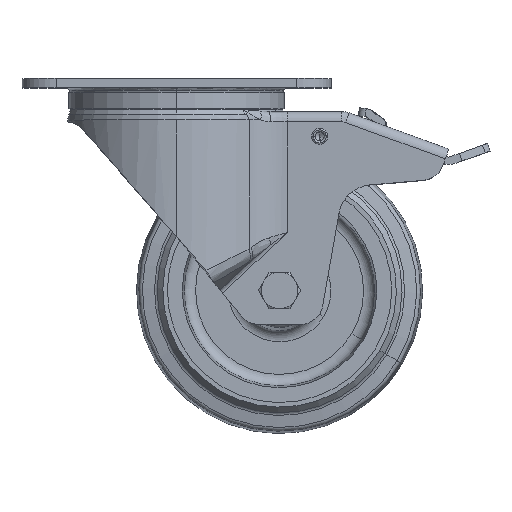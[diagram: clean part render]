
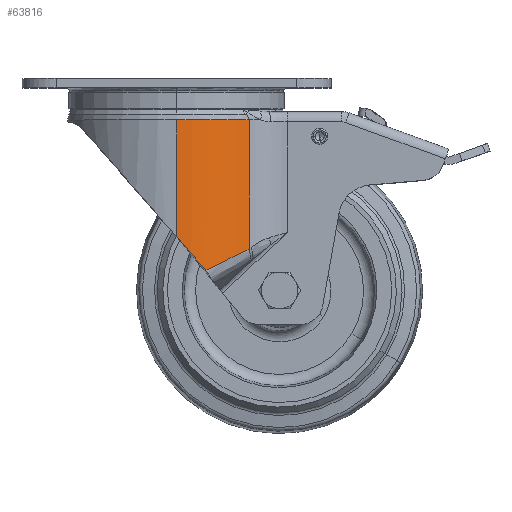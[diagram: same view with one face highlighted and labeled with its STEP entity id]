
A CAD part, top view. The second image highlights one B-rep face of the part: STEP entity #63816.
In plain terms, the highlighted cylindrical face has radius 47.5 mm (diameter 95 mm), a partial arc.
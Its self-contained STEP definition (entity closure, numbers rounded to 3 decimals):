
#1079 = EDGE_CURVE ( 'NONE', #21183, #12743, #47237, .T. ) ;
#1883 = B_SPLINE_CURVE_WITH_KNOTS ( 'NONE', 3,
 ( #24288, #54722, #64921, #34509, #3762, #39619 ),
 .UNSPECIFIED., .F., .F.,
 ( 4, 2, 4 ),
 ( 0.066, 0.076, 0.086 ),
 .UNSPECIFIED. ) ;
#2541 = CARTESIAN_POINT ( 'NONE',  ( 0., 0.161, 0. ) ) ;
#2997 = CARTESIAN_POINT ( 'NONE',  ( 22.637, -78.952, 41.759 ) ) ;
#3762 = CARTESIAN_POINT ( 'NONE',  ( 10.719, -81.407, 46.327 ) ) ;
#4330 = ORIENTED_EDGE ( 'NONE', *, *, #39872, .T. ) ;
#6110 = VECTOR ( 'NONE', #57873, 1000. ) ;
#6819 = CARTESIAN_POINT ( 'NONE',  ( 31.695, -18.09, 35.379 ) ) ;
#6892 = ORIENTED_EDGE ( 'NONE', *, *, #53748, .T. ) ;
#7752 = LINE ( 'NONE', #32552, #6110 ) ;
#8085 = VECTOR ( 'NONE', #50361, 1000. ) ;
#8229 = CARTESIAN_POINT ( 'NONE',  ( 22.751, -78.895, 41.697 ) ) ;
#8513 = EDGE_CURVE ( 'NONE', #50732, #47390, #7752, .T. ) ;
#10444 = CARTESIAN_POINT ( 'NONE',  ( 0., -69.107, 47.5 ) ) ;
#11945 = CARTESIAN_POINT ( 'NONE',  ( 31.695, -74.465, 35.379 ) ) ;
#12384 = ORIENTED_EDGE ( 'NONE', *, *, #1079, .T. ) ;
#12743 = VERTEX_POINT ( 'NONE', #6819 ) ;
#13371 = CARTESIAN_POINT ( 'NONE',  ( 22.783, -78.879, 41.68 ) ) ;
#14985 = B_SPLINE_CURVE_WITH_KNOTS ( 'NONE', 3,
 ( #58863, #63966, #48864, #18402, #53995, #23546, #59082, #28663, #64193, #33757, #2997, #38884, #8229, #43951, #13371, #49098, #18630, #54216 ),
 .UNSPECIFIED., .F., .F.,
 ( 4, 2, 2, 2, 1, 1, 1, 1, 2, 2, 4 ),
 ( 0., 0.25, 0.375, 0.437, 0.469, 0.484, 0.492, 0.496, 0.498, 0.5, 1. ),
 .UNSPECIFIED. ) ;
#16441 = CARTESIAN_POINT ( 'NONE',  ( 0., -18.09, 0. ) ) ;
#18402 = CARTESIAN_POINT ( 'NONE',  ( 18.963, -80.784, 43.56 ) ) ;
#18630 = CARTESIAN_POINT ( 'NONE',  ( 29.12, -75.734, 37.686 ) ) ;
#21183 = VERTEX_POINT ( 'NONE', #11945 ) ;
#21630 = DIRECTION ( 'NONE',  ( 0., 0., -1. ) ) ;
#23546 = CARTESIAN_POINT ( 'NONE',  ( 20.932, -79.801, 42.641 ) ) ;
#24288 = CARTESIAN_POINT ( 'NONE',  ( 0., -69.107, 47.5 ) ) ;
#28663 = CARTESIAN_POINT ( 'NONE',  ( 21.877, -79.33, 42.163 ) ) ;
#32552 = CARTESIAN_POINT ( 'NONE',  ( 0., 0.161, 47.5 ) ) ;
#33757 = CARTESIAN_POINT ( 'NONE',  ( 22.478, -79.031, 41.845 ) ) ;
#34509 = CARTESIAN_POINT ( 'NONE',  ( 8.585, -78.958, 46.768 ) ) ;
#36686 = CARTESIAN_POINT ( 'NONE',  ( 0., -18.09, 47.5 ) ) ;
#38884 = CARTESIAN_POINT ( 'NONE',  ( 22.717, -78.912, 41.716 ) ) ;
#39192 = ORIENTED_EDGE ( 'NONE', *, *, #8513, .T. ) ;
#39619 = CARTESIAN_POINT ( 'NONE',  ( 12.845, -83.847, 45.73 ) ) ;
#39872 = EDGE_CURVE ( 'NONE', #12743, #50732, #47676, .T. ) ;
#40944 = FACE_OUTER_BOUND ( 'NONE', #41593, .T. ) ;
#41593 = EDGE_LOOP ( 'NONE', ( #4330, #39192, #63642, #6892, #12384 ) ) ;
#42531 = EDGE_CURVE ( 'NONE', #47390, #63523, #1883, .T. ) ;
#43951 = CARTESIAN_POINT ( 'NONE',  ( 22.774, -78.884, 41.685 ) ) ;
#44529 = AXIS2_PLACEMENT_3D ( 'NONE', #16441, #52110, #21630 ) ;
#47237 = LINE ( 'NONE', #49170, #8085 ) ;
#47390 = VERTEX_POINT ( 'NONE', #10444 ) ;
#47676 = CIRCLE ( 'NONE', #44529, 47.5 ) ;
#48864 = CARTESIAN_POINT ( 'NONE',  ( 16.475, -82.027, 44.588 ) ) ;
#49098 = CARTESIAN_POINT ( 'NONE',  ( 26.151, -77.203, 39.837 ) ) ;
#49170 = CARTESIAN_POINT ( 'NONE',  ( 31.695, 0.161, 35.379 ) ) ;
#49624 = AXIS2_PLACEMENT_3D ( 'NONE', #2541, #63750, #58870 ) ;
#50361 = DIRECTION ( 'NONE',  ( 0., 1., 0. ) ) ;
#50732 = VERTEX_POINT ( 'NONE', #36686 ) ;
#52110 = DIRECTION ( 'NONE',  ( 0., -1., 0. ) ) ;
#53748 = EDGE_CURVE ( 'NONE', #63523, #21183, #14985, .T. ) ;
#53995 = CARTESIAN_POINT ( 'NONE',  ( 19.766, -80.383, 43.201 ) ) ;
#54216 = CARTESIAN_POINT ( 'NONE',  ( 31.695, -74.465, 35.379 ) ) ;
#54722 = CARTESIAN_POINT ( 'NONE',  ( 2.155, -71.58, 47.5 ) ) ;
#57873 = DIRECTION ( 'NONE',  ( 0., -1., 0. ) ) ;
#58863 = CARTESIAN_POINT ( 'NONE',  ( 12.845, -83.847, 45.73 ) ) ;
#58870 = DIRECTION ( 'NONE',  ( 0., 0., -1. ) ) ;
#59082 = CARTESIAN_POINT ( 'NONE',  ( 21.314, -79.611, 42.452 ) ) ;
#59992 = CYLINDRICAL_SURFACE ( 'NONE', #49624, 47.5 ) ;
#61132 = CARTESIAN_POINT ( 'NONE',  ( 12.845, -83.847, 45.73 ) ) ;
#63523 = VERTEX_POINT ( 'NONE', #61132 ) ;
#63642 = ORIENTED_EDGE ( 'NONE', *, *, #42531, .T. ) ;
#63750 = DIRECTION ( 'NONE',  ( 0., -1., 0. ) ) ;
#63816 = ADVANCED_FACE ( 'NONE', ( #40944 ), #59992, .T. ) ;
#63966 = CARTESIAN_POINT ( 'NONE',  ( 14.711, -82.91, 45.206 ) ) ;
#64193 = CARTESIAN_POINT ( 'NONE',  ( 22.156, -79.191, 42.017 ) ) ;
#64921 = CARTESIAN_POINT ( 'NONE',  ( 4.303, -74.044, 47.354 ) ) ;
